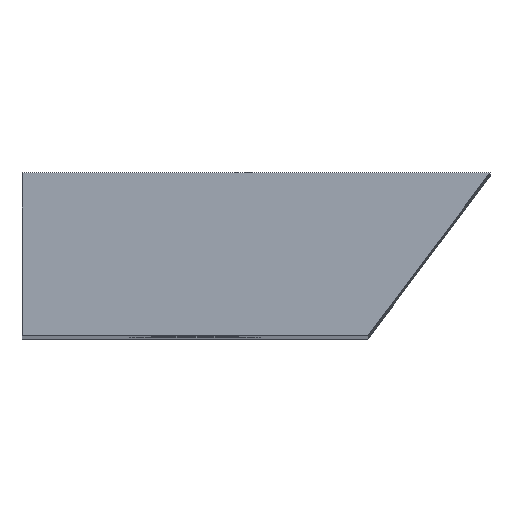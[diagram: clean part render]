
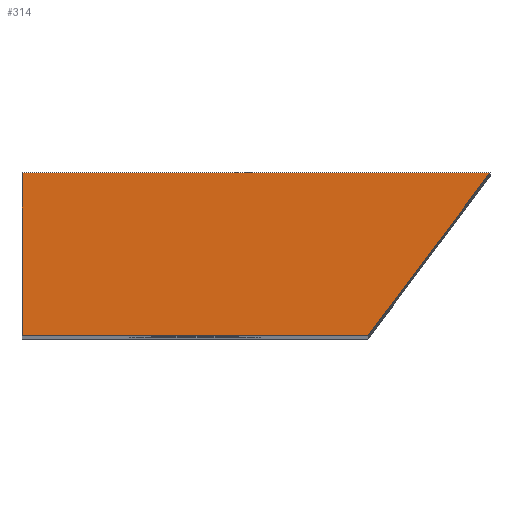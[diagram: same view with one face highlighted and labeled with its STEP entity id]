
A CAD part, top view. The second image highlights one B-rep face of the part: STEP entity #314.
In plain terms, the highlighted planar face has unit normal (0, 0, 1).
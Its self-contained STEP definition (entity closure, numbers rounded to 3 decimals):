
#16 = ORIENTED_EDGE ( 'NONE', *, *, #121, .T. ) ;
#20 = VERTEX_POINT ( 'NONE', #394 ) ;
#37 = DIRECTION ( 'NONE',  ( -1., 0., 0. ) ) ;
#43 = EDGE_CURVE ( 'NONE', #20, #380, #143, .T. ) ;
#61 = VERTEX_POINT ( 'NONE', #141 ) ;
#70 = ORIENTED_EDGE ( 'NONE', *, *, #397, .T. ) ;
#86 = AXIS2_PLACEMENT_3D ( 'NONE', #420, #328, #37 ) ;
#110 = EDGE_CURVE ( 'NONE', #125, #20, #173, .T. ) ;
#117 = DIRECTION ( 'NONE',  ( -1., 0., 0. ) ) ;
#121 = EDGE_CURVE ( 'NONE', #380, #61, #336, .T. ) ;
#125 = VERTEX_POINT ( 'NONE', #304 ) ;
#126 = DIRECTION ( 'NONE',  ( 1., 0., 0. ) ) ;
#128 = ORIENTED_EDGE ( 'NONE', *, *, #43, .T. ) ;
#141 = CARTESIAN_POINT ( 'NONE',  ( 0., 0., 50. ) ) ;
#143 = LINE ( 'NONE', #273, #262 ) ;
#160 = LINE ( 'NONE', #323, #239 ) ;
#161 = ORIENTED_EDGE ( 'NONE', *, *, #110, .T. ) ;
#173 = LINE ( 'NONE', #400, #345 ) ;
#174 = DIRECTION ( 'NONE',  ( 0., -1., 0. ) ) ;
#208 = DIRECTION ( 'NONE',  ( 0.6, 0.8, 0. ) ) ;
#217 = EDGE_LOOP ( 'NONE', ( #70, #161, #128, #16 ) ) ;
#239 = VECTOR ( 'NONE', #126, 1000. ) ;
#262 = VECTOR ( 'NONE', #117, 1000. ) ;
#266 = VECTOR ( 'NONE', #174, 1000. ) ;
#273 = CARTESIAN_POINT ( 'NONE',  ( 11.5, 4., 50. ) ) ;
#287 = PLANE ( 'NONE',  #86 ) ;
#302 = CARTESIAN_POINT ( 'NONE',  ( 0., 4., 50. ) ) ;
#304 = CARTESIAN_POINT ( 'NONE',  ( 8.5, 0., 50. ) ) ;
#314 = ADVANCED_FACE ( 'NONE', ( #356 ), #287, .F. ) ;
#323 = CARTESIAN_POINT ( 'NONE',  ( 0., 0., 50. ) ) ;
#328 = DIRECTION ( 'NONE',  ( 0., 0., -1. ) ) ;
#336 = LINE ( 'NONE', #302, #266 ) ;
#345 = VECTOR ( 'NONE', #208, 1000. ) ;
#354 = CARTESIAN_POINT ( 'NONE',  ( 0., 4., 50. ) ) ;
#356 = FACE_OUTER_BOUND ( 'NONE', #217, .T. ) ;
#380 = VERTEX_POINT ( 'NONE', #354 ) ;
#394 = CARTESIAN_POINT ( 'NONE',  ( 11.5, 4., 50. ) ) ;
#397 = EDGE_CURVE ( 'NONE', #61, #125, #160, .T. ) ;
#400 = CARTESIAN_POINT ( 'NONE',  ( 8.5, 0., 50. ) ) ;
#420 = CARTESIAN_POINT ( 'NONE',  ( 0., 0., 50. ) ) ;
